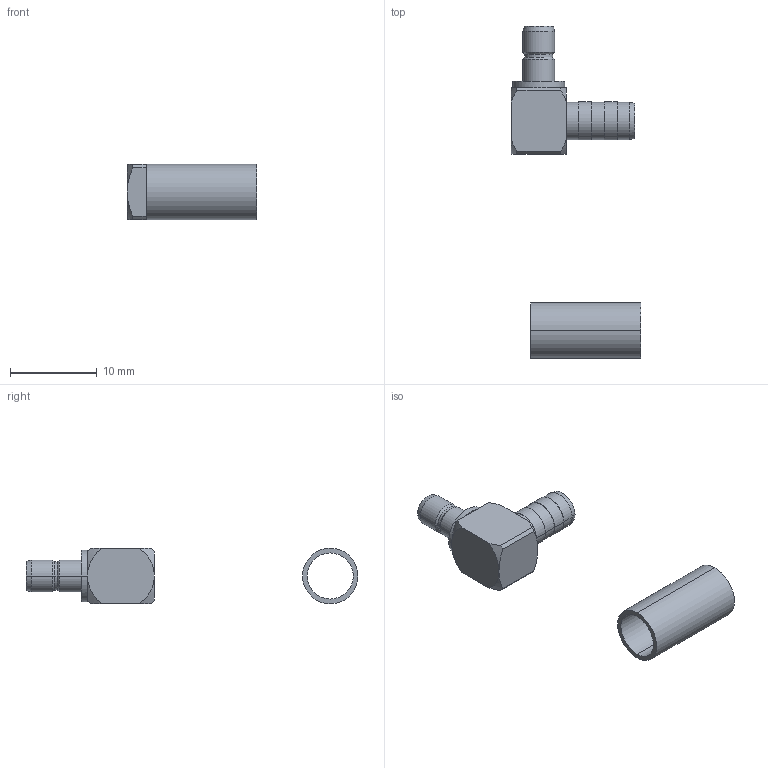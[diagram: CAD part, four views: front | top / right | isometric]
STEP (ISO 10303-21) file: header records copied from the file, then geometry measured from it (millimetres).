
FILE_DESCRIPTION (( 'STEP AP214' ), '1' );
FILE_NAME ('FMCN5441_3D.step', '2025-05-23T15:53:32', ( '' ), ( '' ), 'SwSTEP 2.0', 'SolidWorks 2022', '' );
FILE_SCHEMA (( 'AUTOMOTIVE_DESIGN' ));
Length unit declared in the file: millimetre
Products named in the file (1): FMCN5441_3D
Bounding box: 14.95 x 38.31 x 6.4 mm (x, y, z)
Volume: 563.1 mm3; surface area: 1050.8 mm2
Topology: 2 solids, 2 shells, 76 faces, 164 edges, 102 vertices
Faces by surface type: cylinder 34, plane 22, cone 12, sphere 8
Entity records: 2145 total; most frequent: DIRECTION 424, CARTESIAN_POINT 343, ORIENTED_EDGE 328, AXIS2_PLACEMENT_3D 183, EDGE_CURVE 164, CIRCLE 106, VERTEX_POINT 102, EDGE_LOOP 88
